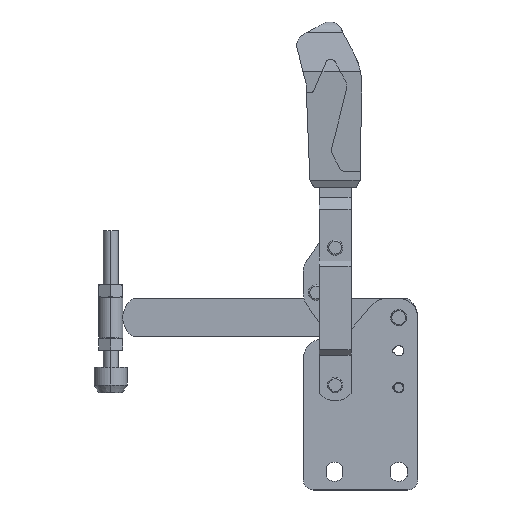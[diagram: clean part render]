
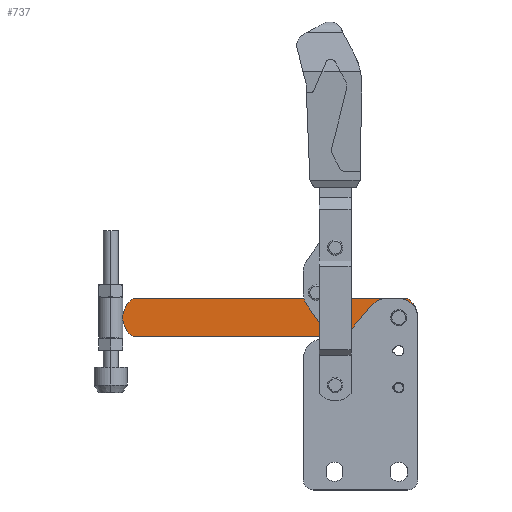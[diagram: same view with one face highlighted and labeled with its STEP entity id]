
A CAD part, top view. The second image highlights one B-rep face of the part: STEP entity #737.
In plain terms, the highlighted planar face has unit normal (0, 0, 1).
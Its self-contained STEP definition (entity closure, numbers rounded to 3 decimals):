
#737=ADVANCED_FACE('NONE',(#1742,#1743,#1744),#1745,.T.);
#1742=FACE_OUTER_BOUND('',#3028,.T.);
#1743=FACE_BOUND('',#3029,.T.);
#1744=FACE_BOUND('',#3030,.T.);
#1745=PLANE('',#3031);
#3028=EDGE_LOOP('',(#5194,#5195,#5196,#5197,#5198,#5199));
#3029=EDGE_LOOP('',(#5200,#5201));
#3030=EDGE_LOOP('',(#5202,#5203));
#3031=AXIS2_PLACEMENT_3D('',#5204,#5205,#5206);
#5194=ORIENTED_EDGE('',*,*,#7919,.T.);
#5195=ORIENTED_EDGE('',*,*,#7915,.T.);
#5196=ORIENTED_EDGE('',*,*,#7924,.T.);
#5197=ORIENTED_EDGE('',*,*,#7927,.T.);
#5198=ORIENTED_EDGE('',*,*,#7899,.T.);
#5199=ORIENTED_EDGE('',*,*,#7930,.T.);
#5200=ORIENTED_EDGE('',*,*,#7936,.F.);
#5201=ORIENTED_EDGE('',*,*,#7905,.F.);
#5202=ORIENTED_EDGE('',*,*,#7933,.F.);
#5203=ORIENTED_EDGE('',*,*,#7910,.F.);
#5204=CARTESIAN_POINT('',(-149.0,53.0,5.0));
#5205=DIRECTION('',(0.0,0.0,1.0));
#5206=DIRECTION('',(1.0,0.0,0.0));
#7899=EDGE_CURVE('NONE',#9538,#9535,#9539,.T.);
#7905=EDGE_CURVE('NONE',#9547,#9549,#9550,.T.);
#7910=EDGE_CURVE('NONE',#9556,#9558,#9559,.T.);
#7915=EDGE_CURVE('NONE',#9567,#9565,#9568,.T.);
#7919=EDGE_CURVE('NONE',#9573,#9567,#9574,.T.);
#7924=EDGE_CURVE('NONE',#9565,#9579,#9581,.T.);
#7927=EDGE_CURVE('NONE',#9579,#9538,#9584,.T.);
#7930=EDGE_CURVE('NONE',#9535,#9573,#9587,.T.);
#7933=EDGE_CURVE('NONE',#9558,#9556,#9590,.T.);
#7936=EDGE_CURVE('NONE',#9549,#9547,#9593,.T.);
#9535=VERTEX_POINT('',#11730);
#9538=VERTEX_POINT('NONE',#11734);
#9539=CIRCLE('',#11735,18.0);
#9547=VERTEX_POINT('NONE',#11744);
#9549=VERTEX_POINT('NONE',#11747);
#9550=CIRCLE('',#11748,6.55);
#9556=VERTEX_POINT('NONE',#11755);
#9558=VERTEX_POINT('NONE',#11758);
#9559=CIRCLE('',#11759,4.0);
#9565=VERTEX_POINT('NONE',#11766);
#9567=VERTEX_POINT('NONE',#11769);
#9568=CIRCLE('',#11770,18.0);
#9573=VERTEX_POINT('NONE',#11777);
#9574=LINE('',#11778,#11779);
#9579=VERTEX_POINT('NONE',#11785);
#9581=CIRCLE('',#11788,18.0);
#9584=LINE('',#11792,#11793);
#9587=CIRCLE('',#11796,18.0);
#9590=CIRCLE('',#11799,4.0);
#9593=CIRCLE('',#11802,6.55);
#11730=CARTESIAN_POINT('',(65.0,53.0,5.0));
#11734=CARTESIAN_POINT('',(56.95,38.0,5.0));
#11735=AXIS2_PLACEMENT_3D('',#15201,#15202,#15203);
#11744=CARTESIAN_POINT('',(6.55,53.0,5.0));
#11747=CARTESIAN_POINT('',(-6.55,53.0,5.0));
#11748=AXIS2_PLACEMENT_3D('',#15212,#15213,#15214);
#11755=CARTESIAN_POINT('',(54.0,53.0,5.0));
#11758=CARTESIAN_POINT('',(46.0,53.0,5.0));
#11759=AXIS2_PLACEMENT_3D('',#15220,#15221,#15222);
#11766=CARTESIAN_POINT('',(-167.0,53.0,5.0));
#11769=CARTESIAN_POINT('',(-158.95,68.0,5.0));
#11770=AXIS2_PLACEMENT_3D('',#15228,#15229,#15230);
#11777=CARTESIAN_POINT('',(56.95,68.0,5.0));
#11778=CARTESIAN_POINT('',(56.95,68.0,5.0));
#11779=VECTOR('',#15233,1000.0);
#11785=CARTESIAN_POINT('',(-158.95,38.0,5.0));
#11788=AXIS2_PLACEMENT_3D('',#15239,#15240,#15241);
#11792=CARTESIAN_POINT('',(-158.95,38.0,5.0));
#11793=VECTOR('',#15243,1000.0);
#11796=AXIS2_PLACEMENT_3D('',#15247,#15248,#15249);
#11799=AXIS2_PLACEMENT_3D('',#15253,#15254,#15255);
#11802=AXIS2_PLACEMENT_3D('',#15259,#15260,#15261);
#15201=CARTESIAN_POINT('',(47.0,53.0,5.0));
#15202=DIRECTION('',(0.0,0.0,1.0));
#15203=DIRECTION('',(1.0,0.0,0.0));
#15212=CARTESIAN_POINT('',(0.0,53.0,5.0));
#15213=DIRECTION('',(0.0,0.0,1.0));
#15214=DIRECTION('',(1.0,0.0,0.0));
#15220=CARTESIAN_POINT('',(50.0,53.0,5.0));
#15221=DIRECTION('',(0.0,0.0,1.0));
#15222=DIRECTION('',(1.0,0.0,0.0));
#15228=CARTESIAN_POINT('',(-149.0,53.0,5.0));
#15229=DIRECTION('',(0.0,0.0,1.0));
#15230=DIRECTION('',(1.0,0.0,0.0));
#15233=DIRECTION('',(-1.0,0.0,0.0));
#15239=CARTESIAN_POINT('',(-149.0,53.0,5.0));
#15240=DIRECTION('',(0.0,0.0,1.0));
#15241=DIRECTION('',(1.0,0.0,0.0));
#15243=DIRECTION('',(1.0,0.0,0.0));
#15247=CARTESIAN_POINT('',(47.0,53.0,5.0));
#15248=DIRECTION('',(0.0,0.0,1.0));
#15249=DIRECTION('',(1.0,0.0,0.0));
#15253=CARTESIAN_POINT('',(50.0,53.0,5.0));
#15254=DIRECTION('',(0.0,0.0,1.0));
#15255=DIRECTION('',(1.0,0.0,0.0));
#15259=CARTESIAN_POINT('',(0.0,53.0,5.0));
#15260=DIRECTION('',(0.0,0.0,1.0));
#15261=DIRECTION('',(1.0,0.0,0.0));
